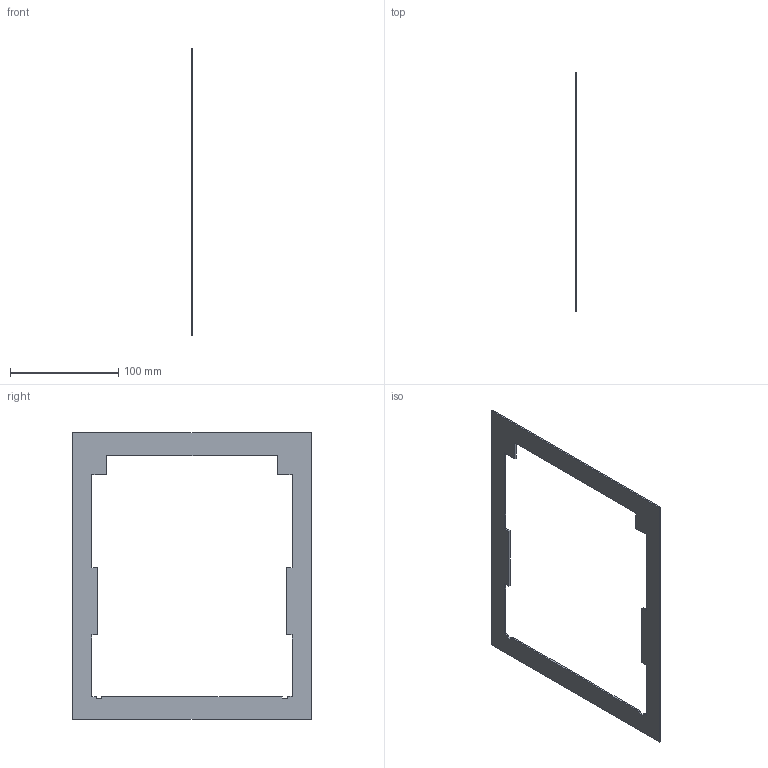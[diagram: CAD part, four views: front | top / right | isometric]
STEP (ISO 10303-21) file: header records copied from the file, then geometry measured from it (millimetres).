
FILE_DESCRIPTION((''),'2;1');
FILE_NAME('1SEP201454_D','2021-03-11T16:13:10',('CNJALIN13'),(''),'CREO PARAMETRIC BY PTC INC, 2019164','CREO PARAMETRIC BY PTC INC, 2019164','');
FILE_SCHEMA(('AUTOMOTIVE_DESIGN { 1 0 10303 214 1 1 1 1 }'));
Length unit declared in the file: millimetre
Products named in the file (1): 1SEP201454_D
Bounding box: 1.5 x 220 x 265 mm (x, y, z)
Volume: 27392.2 mm3; surface area: 39245.9 mm2
Topology: 1 solids, 1 shells, 32 faces, 90 edges, 60 vertices
Faces by surface type: plane 32
Entity records: 2149 total; most frequent: COLOUR_RGB 205, CARTESIAN_POINT 203, DIRECTION 182, ORIENTED_EDGE 180, PRESENTATION_STYLE_ASSIGNMENT 96, STYLED_ITEM 96, CURVE_STYLE 95, VECTOR 93
